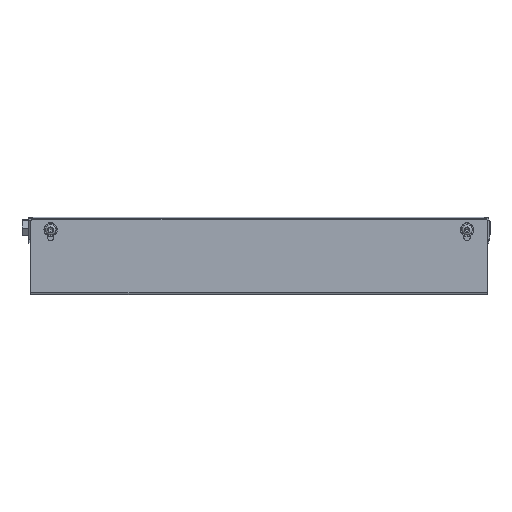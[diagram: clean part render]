
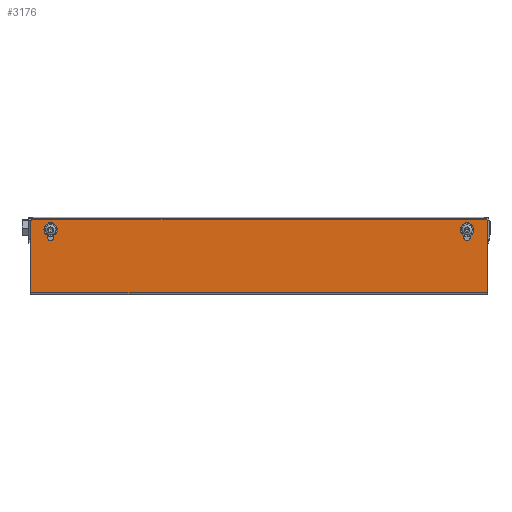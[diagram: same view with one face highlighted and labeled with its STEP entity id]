
A CAD part, top view. The second image highlights one B-rep face of the part: STEP entity #3176.
In plain terms, the highlighted planar face has unit normal (0, 0, 1).
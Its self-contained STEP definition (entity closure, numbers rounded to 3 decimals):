
#460 = VERTEX_POINT ( 'NONE', #1951 ) ;
#708 = FACE_OUTER_BOUND ( 'NONE', #2501, .T. ) ;
#940 = DIRECTION ( 'NONE',  ( 0., -1., 0. ) ) ;
#943 = FACE_BOUND ( 'NONE', #15898, .T. ) ;
#1508 = ORIENTED_EDGE ( 'NONE', *, *, #5897, .T. ) ;
#1805 = DIRECTION ( 'NONE',  ( 0., 1., 0. ) ) ;
#1951 = CARTESIAN_POINT ( 'NONE',  ( 181.35, 18., 2.45 ) ) ;
#2097 = CIRCLE ( 'NONE', #3676, 1. ) ;
#2218 = VERTEX_POINT ( 'NONE', #8262 ) ;
#2280 = CARTESIAN_POINT ( 'NONE',  ( 122.45, -11., 2.45 ) ) ;
#2302 = EDGE_CURVE ( 'NONE', #16314, #5893, #11415, .T. ) ;
#2336 = EDGE_CURVE ( 'NONE', #8352, #2218, #5505, .T. ) ;
#2459 = CARTESIAN_POINT ( 'NONE',  ( 124.45, -11., 2.45 ) ) ;
#2501 = EDGE_LOOP ( 'NONE', ( #12677, #10722, #14927, #10830, #1508, #4476 ) ) ;
#2549 = DIRECTION ( 'NONE',  ( 0., -1., 0. ) ) ;
#2629 = EDGE_CURVE ( 'NONE', #16367, #6308, #6711, .T. ) ;
#2633 = VECTOR ( 'NONE', #9671, 1000. ) ;
#2643 = AXIS2_PLACEMENT_3D ( 'NONE', #2459, #12595, #8745 ) ;
#2852 = EDGE_CURVE ( 'NONE', #6547, #6308, #14767, .T. ) ;
#2906 = CARTESIAN_POINT ( 'NONE',  ( 181.35, 24., 2.45 ) ) ;
#3176 = ADVANCED_FACE ( 'NONE', ( #708, #943, #10937 ), #6302, .F. ) ;
#3658 = CARTESIAN_POINT ( 'NONE',  ( -48.65, -11., 2.45 ) ) ;
#3676 = AXIS2_PLACEMENT_3D ( 'NONE', #3854, #4367, #6095 ) ;
#3763 = VECTOR ( 'NONE', #9423, 1000. ) ;
#3854 = CARTESIAN_POINT ( 'NONE',  ( -47.65, 26.5, 2.45 ) ) ;
#3970 = DIRECTION ( 'NONE',  ( -1., 0., 0. ) ) ;
#4056 = EDGE_CURVE ( 'NONE', #5893, #15148, #10084, .T. ) ;
#4221 = AXIS2_PLACEMENT_3D ( 'NONE', #7384, #12120, #4461 ) ;
#4258 = VERTEX_POINT ( 'NONE', #16853 ) ;
#4304 = CIRCLE ( 'NONE', #9049, 1.75 ) ;
#4330 = CARTESIAN_POINT ( 'NONE',  ( 177.85, 24., 2.45 ) ) ;
#4367 = DIRECTION ( 'NONE',  ( 0., 0., 1. ) ) ;
#4461 = DIRECTION ( 'NONE',  ( 1., 0., 0. ) ) ;
#4476 = ORIENTED_EDGE ( 'NONE', *, *, #2629, .T. ) ;
#4544 = ORIENTED_EDGE ( 'NONE', *, *, #12255, .F. ) ;
#4845 = CARTESIAN_POINT ( 'NONE',  ( -47.65, 27.5, 2.45 ) ) ;
#5046 = DIRECTION ( 'NONE',  ( 0., -1., 0. ) ) ;
#5130 = ORIENTED_EDGE ( 'NONE', *, *, #8739, .F. ) ;
#5218 = CARTESIAN_POINT ( 'NONE',  ( -48.65, 8., 2.45 ) ) ;
#5241 = CARTESIAN_POINT ( 'NONE',  ( 177.85, 24., 2.45 ) ) ;
#5299 = CARTESIAN_POINT ( 'NONE',  ( 190.25, 8., 2.45 ) ) ;
#5418 = EDGE_CURVE ( 'NONE', #15468, #16314, #8379, .T. ) ;
#5505 = LINE ( 'NONE', #4330, #3763 ) ;
#5893 = VERTEX_POINT ( 'NONE', #17402 ) ;
#5897 = EDGE_CURVE ( 'NONE', #11684, #16367, #7274, .T. ) ;
#6095 = DIRECTION ( 'NONE',  ( -1., 0., 0. ) ) ;
#6269 = CARTESIAN_POINT ( 'NONE',  ( 189.25, 27.5, 2.45 ) ) ;
#6302 = PLANE ( 'NONE',  #2643 ) ;
#6308 = VERTEX_POINT ( 'NONE', #14919 ) ;
#6409 = EDGE_CURVE ( 'NONE', #4258, #8352, #17493, .T. ) ;
#6547 = VERTEX_POINT ( 'NONE', #8423 ) ;
#6711 = LINE ( 'NONE', #2280, #2633 ) ;
#6892 = CARTESIAN_POINT ( 'NONE',  ( 189.25, 26.5, 2.45 ) ) ;
#7274 = LINE ( 'NONE', #5218, #14053 ) ;
#7384 = CARTESIAN_POINT ( 'NONE',  ( -38.35, 18., 2.45 ) ) ;
#7484 = DIRECTION ( 'NONE',  ( 0., 1., 0. ) ) ;
#7515 = ORIENTED_EDGE ( 'NONE', *, *, #2336, .F. ) ;
#7590 = EDGE_CURVE ( 'NONE', #9118, #12117, #15318, .T. ) ;
#8167 = DIRECTION ( 'NONE',  ( 1., 0., 0. ) ) ;
#8218 = EDGE_LOOP ( 'NONE', ( #14007, #5130, #10372, #16044 ) ) ;
#8262 = CARTESIAN_POINT ( 'NONE',  ( 177.85, 18., 2.45 ) ) ;
#8276 = DIRECTION ( 'NONE',  ( 0., 0., 1. ) ) ;
#8352 = VERTEX_POINT ( 'NONE', #5241 ) ;
#8379 = LINE ( 'NONE', #13527, #17070 ) ;
#8423 = CARTESIAN_POINT ( 'NONE',  ( 190.25, 26.5, 2.45 ) ) ;
#8739 = EDGE_CURVE ( 'NONE', #15148, #15468, #12496, .T. ) ;
#8745 = DIRECTION ( 'NONE',  ( -1., 0., 0. ) ) ;
#9039 = VECTOR ( 'NONE', #7484, 1000. ) ;
#9049 = AXIS2_PLACEMENT_3D ( 'NONE', #9722, #11500, #9076 ) ;
#9076 = DIRECTION ( 'NONE',  ( -1., 0., 0. ) ) ;
#9118 = VERTEX_POINT ( 'NONE', #4845 ) ;
#9343 = CIRCLE ( 'NONE', #15969, 1. ) ;
#9423 = DIRECTION ( 'NONE',  ( 0., -1., 0. ) ) ;
#9488 = CARTESIAN_POINT ( 'NONE',  ( -38.35, 24., 2.45 ) ) ;
#9602 = DIRECTION ( 'NONE',  ( -1., 0., 0. ) ) ;
#9671 = DIRECTION ( 'NONE',  ( 1., 0., 0. ) ) ;
#9722 = CARTESIAN_POINT ( 'NONE',  ( 179.6, 18., 2.45 ) ) ;
#10084 = LINE ( 'NONE', #12291, #9039 ) ;
#10189 = CARTESIAN_POINT ( 'NONE',  ( -40.1, 18., 2.45 ) ) ;
#10263 = VECTOR ( 'NONE', #12284, 1000. ) ;
#10372 = ORIENTED_EDGE ( 'NONE', *, *, #4056, .F. ) ;
#10722 = ORIENTED_EDGE ( 'NONE', *, *, #13613, .T. ) ;
#10830 = ORIENTED_EDGE ( 'NONE', *, *, #16958, .T. ) ;
#10896 = AXIS2_PLACEMENT_3D ( 'NONE', #9488, #17652, #8167 ) ;
#10937 = FACE_BOUND ( 'NONE', #8218, .T. ) ;
#11414 = CARTESIAN_POINT ( 'NONE',  ( -36.6, 24., 2.45 ) ) ;
#11415 = CIRCLE ( 'NONE', #4221, 1.75 ) ;
#11500 = DIRECTION ( 'NONE',  ( 0., 0., 1. ) ) ;
#11684 = VERTEX_POINT ( 'NONE', #12769 ) ;
#11917 = CARTESIAN_POINT ( 'NONE',  ( -64.681, 27.5, 2.45 ) ) ;
#12117 = VERTEX_POINT ( 'NONE', #6269 ) ;
#12120 = DIRECTION ( 'NONE',  ( 0., 0., 1. ) ) ;
#12255 = EDGE_CURVE ( 'NONE', #460, #4258, #16578, .T. ) ;
#12284 = DIRECTION ( 'NONE',  ( 1., 0., 0. ) ) ;
#12291 = CARTESIAN_POINT ( 'NONE',  ( -36.6, 24., 2.45 ) ) ;
#12361 = DIRECTION ( 'NONE',  ( 0., 0., 1. ) ) ;
#12387 = ORIENTED_EDGE ( 'NONE', *, *, #6409, .F. ) ;
#12496 = CIRCLE ( 'NONE', #10896, 1.75 ) ;
#12595 = DIRECTION ( 'NONE',  ( 0., 0., -1. ) ) ;
#12677 = ORIENTED_EDGE ( 'NONE', *, *, #2852, .F. ) ;
#12769 = CARTESIAN_POINT ( 'NONE',  ( -48.65, 26.5, 2.45 ) ) ;
#12828 = CARTESIAN_POINT ( 'NONE',  ( -40.1, 24., 2.45 ) ) ;
#12882 = VECTOR ( 'NONE', #5046, 1000. ) ;
#13527 = CARTESIAN_POINT ( 'NONE',  ( -40.1, 24., 2.45 ) ) ;
#13613 = EDGE_CURVE ( 'NONE', #6547, #12117, #9343, .T. ) ;
#14007 = ORIENTED_EDGE ( 'NONE', *, *, #5418, .F. ) ;
#14053 = VECTOR ( 'NONE', #2549, 1000. ) ;
#14767 = LINE ( 'NONE', #5299, #12882 ) ;
#14919 = CARTESIAN_POINT ( 'NONE',  ( 190.25, -11., 2.45 ) ) ;
#14927 = ORIENTED_EDGE ( 'NONE', *, *, #7590, .F. ) ;
#15148 = VERTEX_POINT ( 'NONE', #11414 ) ;
#15219 = ORIENTED_EDGE ( 'NONE', *, *, #15911, .F. ) ;
#15318 = LINE ( 'NONE', #11917, #10263 ) ;
#15468 = VERTEX_POINT ( 'NONE', #12828 ) ;
#15898 = EDGE_LOOP ( 'NONE', ( #7515, #12387, #4544, #15219 ) ) ;
#15911 = EDGE_CURVE ( 'NONE', #2218, #460, #4304, .T. ) ;
#15969 = AXIS2_PLACEMENT_3D ( 'NONE', #6892, #8276, #9602 ) ;
#16044 = ORIENTED_EDGE ( 'NONE', *, *, #2302, .F. ) ;
#16095 = AXIS2_PLACEMENT_3D ( 'NONE', #16425, #12361, #3970 ) ;
#16314 = VERTEX_POINT ( 'NONE', #10189 ) ;
#16345 = VECTOR ( 'NONE', #1805, 1000. ) ;
#16367 = VERTEX_POINT ( 'NONE', #3658 ) ;
#16425 = CARTESIAN_POINT ( 'NONE',  ( 179.6, 24., 2.45 ) ) ;
#16578 = LINE ( 'NONE', #2906, #16345 ) ;
#16853 = CARTESIAN_POINT ( 'NONE',  ( 181.35, 24., 2.45 ) ) ;
#16958 = EDGE_CURVE ( 'NONE', #9118, #11684, #2097, .T. ) ;
#17070 = VECTOR ( 'NONE', #940, 1000. ) ;
#17402 = CARTESIAN_POINT ( 'NONE',  ( -36.6, 18., 2.45 ) ) ;
#17493 = CIRCLE ( 'NONE', #16095, 1.75 ) ;
#17652 = DIRECTION ( 'NONE',  ( 0., 0., 1. ) ) ;
